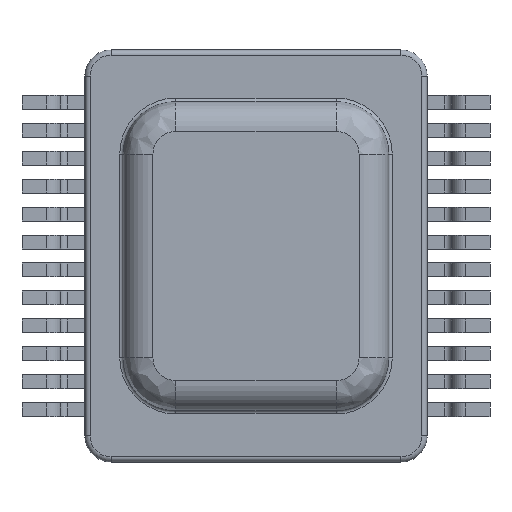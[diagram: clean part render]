
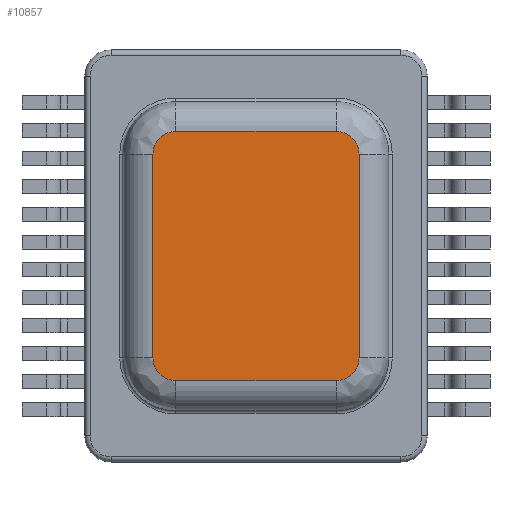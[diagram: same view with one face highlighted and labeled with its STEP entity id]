
A CAD part, front view. The second image highlights one B-rep face of the part: STEP entity #10857.
In plain terms, the highlighted planar face has unit normal (0, -1, 0).
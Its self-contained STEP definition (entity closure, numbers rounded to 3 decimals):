
#326=CIRCLE('',#11503,0.65);
#330=CIRCLE('',#11508,0.65);
#334=CIRCLE('',#11513,0.65);
#336=CIRCLE('',#11516,0.65);
#728=PLANE('',#11519);
#1208=FACE_OUTER_BOUND('',#1863,.T.);
#1863=EDGE_LOOP('',(#8436,#8437,#8438,#8439,#8440,#8441,#8442,#8443));
#2637=LINE('',#17834,#3707);
#2638=LINE('',#17851,#3708);
#2640=LINE('',#17871,#3710);
#2642=LINE('',#17890,#3712);
#3707=VECTOR('',#12883,10.);
#3708=VECTOR('',#12894,10.);
#3710=VECTOR('',#12906,10.);
#3712=VECTOR('',#12918,10.);
#5034=VERTEX_POINT('',#17831);
#5035=VERTEX_POINT('',#17833);
#5036=VERTEX_POINT('',#17845);
#5037=VERTEX_POINT('',#17849);
#5038=VERTEX_POINT('',#17861);
#5040=VERTEX_POINT('',#17867);
#5042=VERTEX_POINT('',#17881);
#5044=VERTEX_POINT('',#17887);
#6273=EDGE_CURVE('',#5034,#5035,#2637,.T.);
#6276=EDGE_CURVE('',#5035,#5036,#326,.T.);
#6278=EDGE_CURVE('',#5036,#5037,#2638,.T.);
#6281=EDGE_CURVE('',#5037,#5038,#330,.T.);
#6284=EDGE_CURVE('',#5038,#5040,#2640,.T.);
#6287=EDGE_CURVE('',#5040,#5042,#334,.T.);
#6290=EDGE_CURVE('',#5042,#5044,#2642,.T.);
#6291=EDGE_CURVE('',#5044,#5034,#336,.T.);
#8436=ORIENTED_EDGE('',*,*,#6273,.F.);
#8437=ORIENTED_EDGE('',*,*,#6291,.F.);
#8438=ORIENTED_EDGE('',*,*,#6290,.F.);
#8439=ORIENTED_EDGE('',*,*,#6287,.F.);
#8440=ORIENTED_EDGE('',*,*,#6284,.F.);
#8441=ORIENTED_EDGE('',*,*,#6281,.F.);
#8442=ORIENTED_EDGE('',*,*,#6278,.F.);
#8443=ORIENTED_EDGE('',*,*,#6276,.F.);
#10857=ADVANCED_FACE('',(#1208),#728,.F.);
#11503=AXIS2_PLACEMENT_3D('',#17847,#12888,#12889);
#11508=AXIS2_PLACEMENT_3D('',#17865,#12899,#12900);
#11513=AXIS2_PLACEMENT_3D('',#17885,#12911,#12912);
#11516=AXIS2_PLACEMENT_3D('',#17900,#12919,#12920);
#11519=AXIS2_PLACEMENT_3D('',#17905,#12927,#12928);
#12883=DIRECTION('',(-1.,0.,0.));
#12888=DIRECTION('center_axis',(0.,1.,0.));
#12889=DIRECTION('ref_axis',(-0.707,0.,-0.707));
#12894=DIRECTION('',(0.,0.,1.));
#12899=DIRECTION('center_axis',(0.,1.,0.));
#12900=DIRECTION('ref_axis',(-0.707,0.,0.707));
#12906=DIRECTION('',(1.,0.,0.));
#12911=DIRECTION('center_axis',(0.,1.,0.));
#12912=DIRECTION('ref_axis',(0.707,0.,0.707));
#12918=DIRECTION('',(0.,0.,-1.));
#12919=DIRECTION('center_axis',(0.,1.,0.));
#12920=DIRECTION('ref_axis',(0.707,0.,-0.707));
#12927=DIRECTION('center_axis',(0.,1.,0.));
#12928=DIRECTION('ref_axis',(1.,0.,0.));
#17831=CARTESIAN_POINT('',(2.3,0.,-3.57));
#17833=CARTESIAN_POINT('',(-2.3,0.,-3.57));
#17834=CARTESIAN_POINT('',(1.9,0.,-3.57));
#17845=CARTESIAN_POINT('',(-2.95,0.,-2.92));
#17847=CARTESIAN_POINT('Origin',(-2.3,0.,-2.92));
#17849=CARTESIAN_POINT('',(-2.95,0.,2.92));
#17851=CARTESIAN_POINT('',(-2.95,0.,-2.21));
#17861=CARTESIAN_POINT('',(-2.3,0.,3.57));
#17865=CARTESIAN_POINT('Origin',(-2.3,0.,2.92));
#17867=CARTESIAN_POINT('',(2.3,0.,3.57));
#17871=CARTESIAN_POINT('',(-1.9,0.,3.57));
#17881=CARTESIAN_POINT('',(2.95,0.,2.92));
#17885=CARTESIAN_POINT('Origin',(2.3,0.,2.92));
#17887=CARTESIAN_POINT('',(2.95,0.,-2.92));
#17890=CARTESIAN_POINT('',(2.95,0.,2.21));
#17900=CARTESIAN_POINT('Origin',(2.3,0.,-2.92));
#17905=CARTESIAN_POINT('Origin',(0.,0.,0.));
